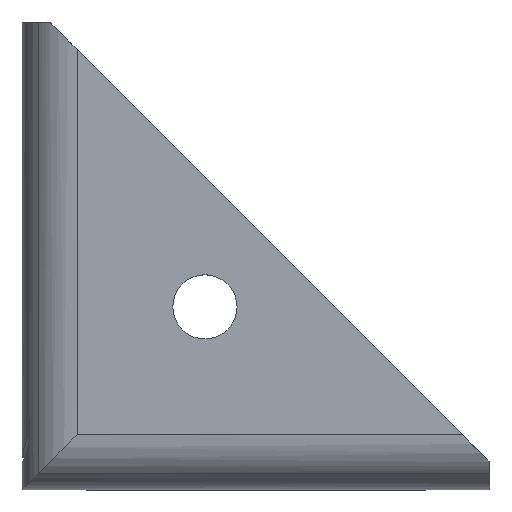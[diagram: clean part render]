
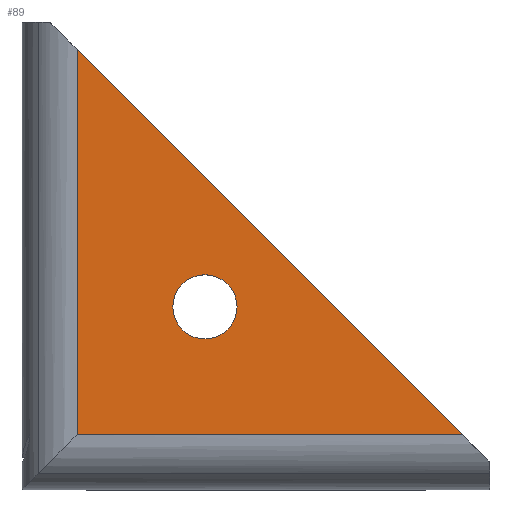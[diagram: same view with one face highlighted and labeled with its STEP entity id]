
A CAD part, top view. The second image highlights one B-rep face of the part: STEP entity #89.
In plain terms, the highlighted planar face has unit normal (0, 0, 1).
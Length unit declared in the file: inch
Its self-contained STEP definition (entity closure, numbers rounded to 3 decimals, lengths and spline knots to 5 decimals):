
#89=ADVANCED_FACE('',(#205,#206),#207,.T.);
#205=FACE_OUTER_BOUND('',#347,.T.);
#206=FACE_BOUND('',#348,.T.);
#207=PLANE('',#349);
#347=EDGE_LOOP('',(#561,#562,#563));
#348=EDGE_LOOP('',(#564,#565));
#349=AXIS2_PLACEMENT_3D('',#566,#567,#568);
#561=ORIENTED_EDGE('',*,*,#885,.F.);
#562=ORIENTED_EDGE('',*,*,#886,.F.);
#563=ORIENTED_EDGE('',*,*,#887,.F.);
#564=ORIENTED_EDGE('',*,*,#888,.F.);
#565=ORIENTED_EDGE('',*,*,#867,.F.);
#566=CARTESIAN_POINT('',(1.47326,1.47326,0.));
#567=DIRECTION('',(0.,0.,1.0));
#568=DIRECTION('',(1.0,0.,0.0));
#867=EDGE_CURVE('',#1053,#1049,#1055,.T.);
#885=EDGE_CURVE('',#1078,#1079,#1080,.T.);
#886=EDGE_CURVE('',#1081,#1078,#1082,.T.);
#887=EDGE_CURVE('',#1079,#1081,#1083,.T.);
#888=EDGE_CURVE('',#1049,#1053,#1084,.T.);
#1049=VERTEX_POINT('',#1322);
#1053=VERTEX_POINT('',#1327);
#1055=CIRCLE('',#1330,0.27559);
#1078=VERTEX_POINT('',#1359);
#1079=VERTEX_POINT('',#1360);
#1080=LINE('',#1361,#1362);
#1081=VERTEX_POINT('',#1363);
#1082=LINE('',#1364,#1365);
#1083=LINE('',#1366,#1367);
#1084=CIRCLE('',#1368,0.27559);
#1322=CARTESIAN_POINT('',(1.8448,1.56921,0.));
#1327=CARTESIAN_POINT('',(1.29362,1.56921,0.));
#1330=AXIS2_PLACEMENT_3D('',#1578,#1579,#1580);
#1359=CARTESIAN_POINT('',(3.77953,0.47244,0.));
#1360=CARTESIAN_POINT('',(0.47244,0.47244,0.));
#1361=CARTESIAN_POINT('',(1.7242,0.47244,0.));
#1362=VECTOR('',#1602,0.03937);
#1363=CARTESIAN_POINT('',(0.47244,3.77953,0.));
#1364=CARTESIAN_POINT('',(2.12598,2.12598,0.));
#1365=VECTOR('',#1603,0.03937);
#1366=CARTESIAN_POINT('',(0.47244,0.73663,0.));
#1367=VECTOR('',#1604,0.03937);
#1368=AXIS2_PLACEMENT_3D('',#1605,#1606,#1607);
#1578=CARTESIAN_POINT('',(1.56921,1.56921,0.));
#1579=DIRECTION('',(0.,0.,1.0));
#1580=DIRECTION('',(1.0,0.,0.0));
#1602=DIRECTION('',(-1.0,0.0,0.));
#1603=DIRECTION('',(0.707,-0.707,0.));
#1604=DIRECTION('',(0.,1.0,0.));
#1605=CARTESIAN_POINT('',(1.56921,1.56921,0.));
#1606=DIRECTION('',(0.,0.,1.0));
#1607=DIRECTION('',(1.0,0.,0.0));
